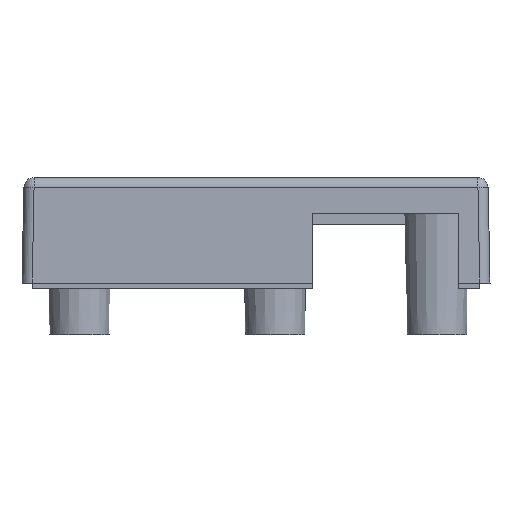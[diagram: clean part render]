
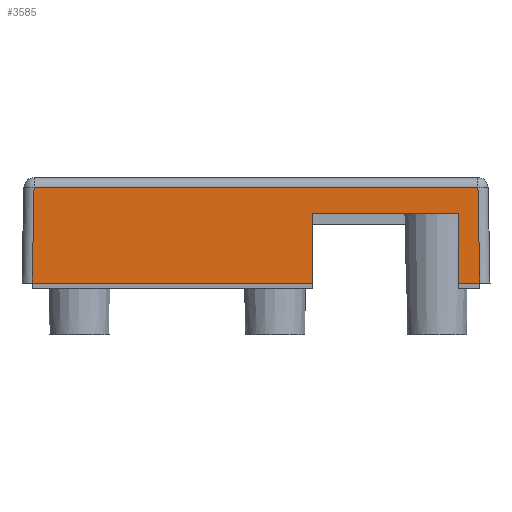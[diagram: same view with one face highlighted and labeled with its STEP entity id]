
A CAD part, left-side view. The second image highlights one B-rep face of the part: STEP entity #3585.
In plain terms, the highlighted planar face has unit normal (-1, 0, 0.019).
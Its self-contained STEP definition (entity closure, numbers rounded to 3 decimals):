
#298=FACE_OUTER_BOUND('',#500,.T.);
#500=EDGE_LOOP('',(#2448,#2449,#2450,#2451,#2452,#2453,#2454,#2455));
#747=LINE('',#4988,#1124);
#758=LINE('',#5012,#1135);
#765=LINE('',#5028,#1142);
#766=LINE('',#5030,#1143);
#767=LINE('',#5032,#1144);
#768=LINE('',#5034,#1145);
#769=LINE('',#5036,#1146);
#770=LINE('',#5037,#1147);
#1124=VECTOR('',#4083,10.);
#1135=VECTOR('',#4104,10.);
#1142=VECTOR('',#4119,10.);
#1143=VECTOR('',#4120,10.);
#1144=VECTOR('',#4121,10.);
#1145=VECTOR('',#4122,10.);
#1146=VECTOR('',#4123,10.);
#1147=VECTOR('',#4124,10.);
#1493=VERTEX_POINT('',#4985);
#1494=VERTEX_POINT('',#4987);
#1502=VERTEX_POINT('',#5010);
#1507=VERTEX_POINT('',#5027);
#1508=VERTEX_POINT('',#5029);
#1509=VERTEX_POINT('',#5031);
#1510=VERTEX_POINT('',#5033);
#1511=VERTEX_POINT('',#5035);
#1857=EDGE_CURVE('',#1494,#1493,#747,.T.);
#1869=EDGE_CURVE('',#1493,#1502,#758,.T.);
#1877=EDGE_CURVE('',#1502,#1507,#765,.T.);
#1878=EDGE_CURVE('',#1508,#1507,#766,.F.);
#1879=EDGE_CURVE('',#1508,#1509,#767,.T.);
#1880=EDGE_CURVE('',#1510,#1509,#768,.T.);
#1881=EDGE_CURVE('',#1511,#1510,#769,.T.);
#1882=EDGE_CURVE('',#1494,#1511,#770,.T.);
#2448=ORIENTED_EDGE('',*,*,#1869,.T.);
#2449=ORIENTED_EDGE('',*,*,#1877,.T.);
#2450=ORIENTED_EDGE('',*,*,#1878,.F.);
#2451=ORIENTED_EDGE('',*,*,#1879,.T.);
#2452=ORIENTED_EDGE('',*,*,#1880,.F.);
#2453=ORIENTED_EDGE('',*,*,#1881,.F.);
#2454=ORIENTED_EDGE('',*,*,#1882,.F.);
#2455=ORIENTED_EDGE('',*,*,#1857,.T.);
#3462=PLANE('',#3791);
#3585=ADVANCED_FACE('',(#298),#3462,.T.);
#3791=AXIS2_PLACEMENT_3D('',#5026,#4117,#4118);
#4083=DIRECTION('',(0.,-1.,0.));
#4104=DIRECTION('',(0.019,0.,1.));
#4117=DIRECTION('center_axis',(-1.,0.,
0.019));
#4118=DIRECTION('ref_axis',(0.,-1.,0.));
#4119=DIRECTION('',(0.,-1.,0.));
#4120=DIRECTION('',(-0.019,0.,-1.));
#4121=DIRECTION('',(0.,-1.,0.));
#4122=DIRECTION('',(-0.019,-0.019,-1.));
#4123=DIRECTION('',(0.,-1.,0.));
#4124=DIRECTION('',(0.019,-0.019,1.));
#4985=CARTESIAN_POINT('',(-43.488,-6.632,14.1));
#4987=CARTESIAN_POINT('',(-43.488,26.288,14.1));
#4988=CARTESIAN_POINT('',(-43.488,25.315,14.1));
#5010=CARTESIAN_POINT('',(-43.33,-6.632,22.32));
#5012=CARTESIAN_POINT('',(-43.683,-6.632,3.931));
#5026=CARTESIAN_POINT('Origin',(-43.759,27.25,0.005));
#5027=CARTESIAN_POINT('',(-43.33,-23.815,22.32));
#5028=CARTESIAN_POINT('',(-43.33,9.753,22.32));
#5029=CARTESIAN_POINT('',(-43.488,-23.815,14.1));
#5030=CARTESIAN_POINT('',(-43.528,-23.815,12.013));
#5031=CARTESIAN_POINT('',(-43.488,-26.288,14.1));
#5032=CARTESIAN_POINT('',(-43.488,1.718,14.1));
#5033=CARTESIAN_POINT('',(-43.273,-26.073,25.323));
#5034=CARTESIAN_POINT('',(-43.749,-26.549,0.514));
#5035=CARTESIAN_POINT('',(-43.273,26.073,25.323));
#5036=CARTESIAN_POINT('',(-43.273,13.625,25.323));
#5037=CARTESIAN_POINT('',(-43.743,26.543,0.821));
